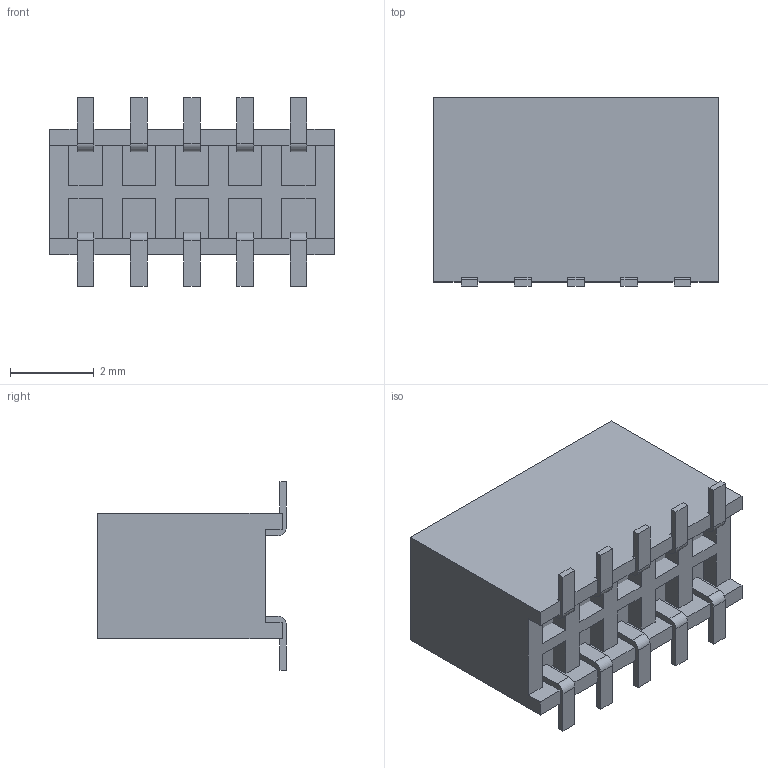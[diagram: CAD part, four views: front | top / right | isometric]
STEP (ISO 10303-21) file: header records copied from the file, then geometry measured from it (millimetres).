
FILE_DESCRIPTION( ( 'STEP AP214' ), '1' );
FILE_NAME( '20021321-00010T4LF.stp', '2020-04-06T02:04:48', ( 'License CC BY-ND 4.0' ), ( 'CADENAS' ), ' ', 'PARTsolutions', ' ' );
FILE_SCHEMA( ( 'AUTOMOTIVE_DESIGN { 1 0 10303 214 1 1 1 1 }' ) );
Length unit declared in the file: millimetre
Products named in the file (3): 20021321-00010T4LF; _20021321-00010T4LF_body; _20021321-00010T4LF_pins
Assembly tree (2 placements, depth 2):
  20021321-00010T4LF
    _20021321-00010T4LF_body
    _20021321-00010T4LF_pins
Bounding box: 6.81 x 4.5 x 4.5 mm (x, y, z)
Volume: 63.7 mm3; surface area: 369.6 mm2
Topology: 2 solids, 2 shells, 442 faces, 1216 edges, 784 vertices
Faces by surface type: plane 372, cylinder 70
Entity records: 17450 total; most frequent: CARTESIAN_POINT 2445, ORIENTED_EDGE 2432, DIRECTION 2286, EDGE_CURVE 1216, LINE 1036, VECTOR 1036, VERTEX_POINT 784, AXIS2_PLACEMENT_3D 625
